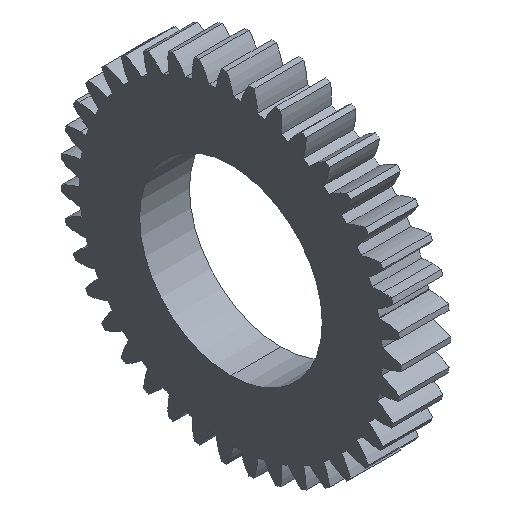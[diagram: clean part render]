
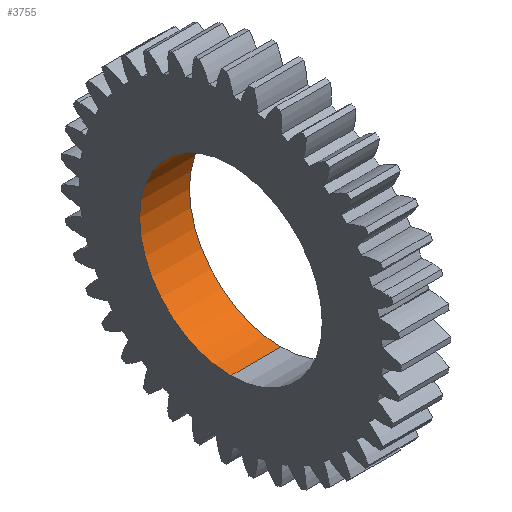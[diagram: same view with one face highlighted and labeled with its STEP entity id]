
A CAD part, isometric view. The second image highlights one B-rep face of the part: STEP entity #3755.
In plain terms, the highlighted cylindrical face has radius 11 mm (diameter 22 mm), a partial arc.
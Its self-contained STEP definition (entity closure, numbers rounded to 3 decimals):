
#153 = CARTESIAN_POINT ( 'NONE',  ( 50., 0., 0. ) ) ;
#493 = CARTESIAN_POINT ( 'NONE',  ( 6., 0., 11. ) ) ;
#581 = DIRECTION ( 'NONE',  ( -1., 0., 0. ) ) ;
#612 = ORIENTED_EDGE ( 'NONE', *, *, #5276, .T. ) ;
#672 = DIRECTION ( 'NONE',  ( 1., 0., 0. ) ) ;
#718 = AXIS2_PLACEMENT_3D ( 'NONE', #3837, #672, #4240 ) ;
#977 = CYLINDRICAL_SURFACE ( 'NONE', #4081, 11. ) ;
#1055 = VERTEX_POINT ( 'NONE', #493 ) ;
#1077 = DIRECTION ( 'NONE',  ( -1., 0., 0. ) ) ;
#1177 = EDGE_CURVE ( 'NONE', #1055, #2928, #2490, .T. ) ;
#1277 = EDGE_CURVE ( 'NONE', #3383, #4883, #5547, .T. ) ;
#1469 = DIRECTION ( 'NONE',  ( 0., 0., 1. ) ) ;
#1888 = CARTESIAN_POINT ( 'NONE',  ( 0., 0., 0. ) ) ;
#2252 = CARTESIAN_POINT ( 'NONE',  ( 0., 0., -11. ) ) ;
#2377 = DIRECTION ( 'NONE',  ( 0., 0., -1. ) ) ;
#2444 = EDGE_LOOP ( 'NONE', ( #5213, #5565, #3736, #612 ) ) ;
#2490 = LINE ( 'NONE', #5122, #2795 ) ;
#2780 = CIRCLE ( 'NONE', #4540, 11. ) ;
#2795 = VECTOR ( 'NONE', #5040, 1000. ) ;
#2894 = CARTESIAN_POINT ( 'NONE',  ( 6., 0., -11. ) ) ;
#2928 = VERTEX_POINT ( 'NONE', #5412 ) ;
#3017 = EDGE_CURVE ( 'NONE', #3383, #1055, #3220, .T. ) ;
#3090 = VECTOR ( 'NONE', #1077, 1000. ) ;
#3220 = CIRCLE ( 'NONE', #718, 11. ) ;
#3383 = VERTEX_POINT ( 'NONE', #2894 ) ;
#3736 = ORIENTED_EDGE ( 'NONE', *, *, #1177, .T. ) ;
#3755 = ADVANCED_FACE ( 'NONE', ( #4138 ), #977, .F. ) ;
#3837 = CARTESIAN_POINT ( 'NONE',  ( 6., 0., 0. ) ) ;
#4081 = AXIS2_PLACEMENT_3D ( 'NONE', #153, #5373, #1469 ) ;
#4138 = FACE_OUTER_BOUND ( 'NONE', #2444, .T. ) ;
#4207 = CARTESIAN_POINT ( 'NONE',  ( 50., 0., -11. ) ) ;
#4240 = DIRECTION ( 'NONE',  ( 0., 0., 1. ) ) ;
#4540 = AXIS2_PLACEMENT_3D ( 'NONE', #1888, #581, #2377 ) ;
#4883 = VERTEX_POINT ( 'NONE', #2252 ) ;
#5040 = DIRECTION ( 'NONE',  ( -1., 0., 0. ) ) ;
#5122 = CARTESIAN_POINT ( 'NONE',  ( 50., 0., 11. ) ) ;
#5213 = ORIENTED_EDGE ( 'NONE', *, *, #1277, .F. ) ;
#5276 = EDGE_CURVE ( 'NONE', #2928, #4883, #2780, .T. ) ;
#5373 = DIRECTION ( 'NONE',  ( -1., 0., 0. ) ) ;
#5412 = CARTESIAN_POINT ( 'NONE',  ( 0., 0., 11. ) ) ;
#5547 = LINE ( 'NONE', #4207, #3090 ) ;
#5565 = ORIENTED_EDGE ( 'NONE', *, *, #3017, .T. ) ;
